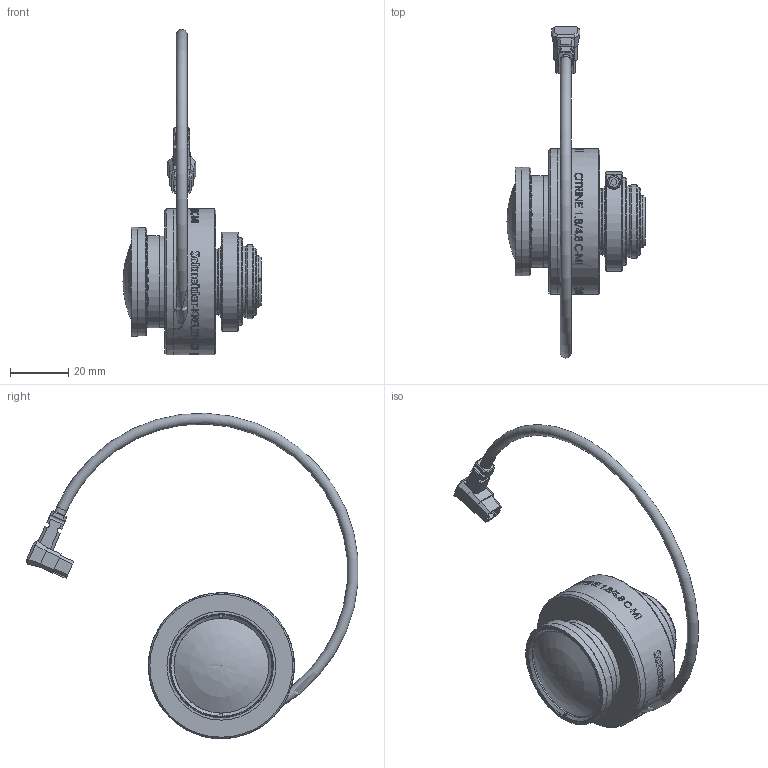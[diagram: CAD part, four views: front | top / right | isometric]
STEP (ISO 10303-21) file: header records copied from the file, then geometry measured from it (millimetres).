
FILE_DESCRIPTION(/* description */ (''),/* implementation_level */ '2;1');
FILE_NAME(/* name */ '1061448_00165328_001.stp',/* time_stamp */ '2021-10-11T11:42:21+02:00',/* author */ (''),/* organization */ (''),/* preprocessor_version */ 'ST-DEVELOPER v16',/* originating_system */ 'SIEMENS PLM Software NX 10.0',/* authorisation */ '');
FILE_SCHEMA (('AP203_CONFIGURATION_CONTROLLED_3D_DESIGN_OF_MECHANICAL_PARTS_AND_ASSEMBLIES_MIM_LF { 1 0 10303 403 2 1 2}'));
Length unit declared in the file: millimetre
Products named in the file (1): Froe5548A66Dsvf6
Bounding box: 47.28 x 113.71 x 111.47 mm (x, y, z)
Volume: 56185 mm3; surface area: 20530 mm2
Topology: 1 solids, 12 shells, 653 faces, 2088 edges, 1601 vertices
Faces by surface type: plane 329, cylinder 249, cone 57, torus 12, sphere 4, revolution 2
Full cylindrical faces by diameter (mm): 0.5 x4, 1.1 x1, 1.7 x6, 1.8 x3, 1.9 x3, 2.5 x1, 2.7 x6, 3.7 x1, 4 x2, 11 x1, 12.5 x1, 13.01 x1, 17.8 x1, 18.1 x1, 19.5 x1, 20 x1, 22.3 x1, 23 x3, 24.4 x1, 25.4 x1, 25.707 x1, 26.8 x1, 28.5 x1, 30 x2, 30.6 x1, 31.3 x1, 31.4 x1, 31.5 x1, 32.5 x1, 34 x1
Entity records: 25159 total; most frequent: CARTESIAN_POINT 7801, ORIENTED_EDGE 3891, DIRECTION 2898, EDGE_CURVE 1948, VERTEX_POINT 1556, AXIS2_PLACEMENT_3D 1073, EDGE_LOOP 930, B_SPLINE_CURVE_WITH_KNOTS 779
